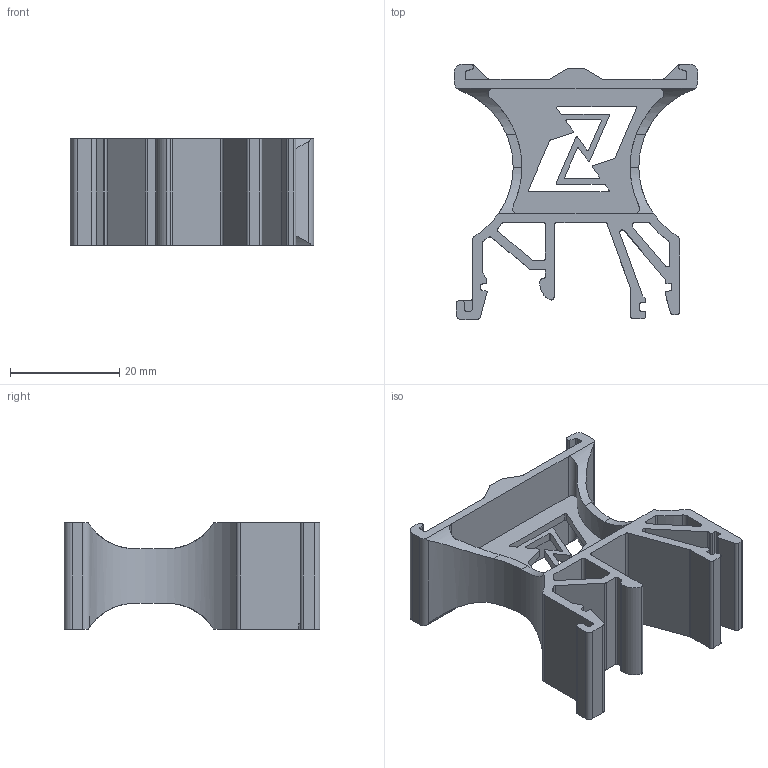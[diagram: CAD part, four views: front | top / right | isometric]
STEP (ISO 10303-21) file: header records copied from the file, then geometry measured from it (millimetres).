
FILE_DESCRIPTION(/* description */ (''),/* implementation_level */ '2;1');
FILE_NAME(/* name */ '3784_GT2_iso.stp',/* time_stamp */ '2011-08-05T11:03:00+02:00',/* author */ (''),/* organization */ (''),/* preprocessor_version */ 'ST-DEVELOPER v11',/* originating_system */ 'SIEMENS UGS NX 6.0',/* authorisation */ '');
FILE_SCHEMA (('CONFIG_CONTROL_DESIGN'));
Length unit declared in the file: millimetre
Products named in the file (1): 3784_GT2_iso
Bounding box: 44.6 x 46.8 x 19.5 mm (x, y, z)
Volume: 7787.8 mm3; surface area: 9641.4 mm2
Topology: 1 solids, 1 shells, 213 faces, 625 edges, 414 vertices
Faces by surface type: cylinder 116, plane 97
Entity records: 7427 total; most frequent: CARTESIAN_POINT 1507, ORIENTED_EDGE 1250, DIRECTION 1237, EDGE_CURVE 625, AXIS2_PLACEMENT_3D 426, VERTEX_POINT 414, LINE 385, VECTOR 385
